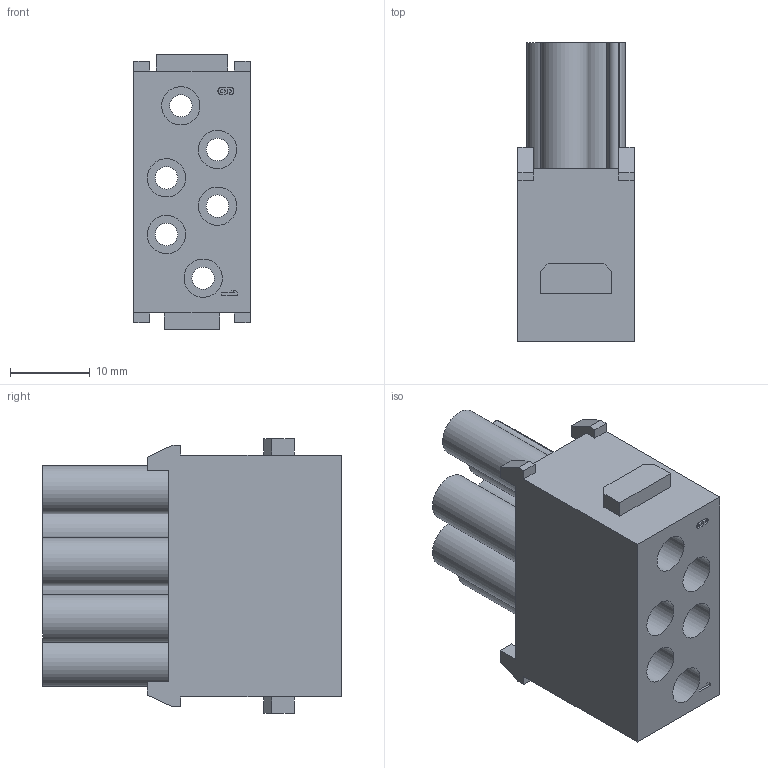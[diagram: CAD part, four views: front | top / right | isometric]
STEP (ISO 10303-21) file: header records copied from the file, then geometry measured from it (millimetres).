
FILE_DESCRIPTION(/* description */ (''),/* implementation_level */ '2;1');
FILE_NAME(/* name */ '100212847ugm000_b.stp',/* time_stamp */ '2017-09-29T09:02:29+02:00',/* author */ (''),/* organization */ (''),/* preprocessor_version */ 'ST-DEVELOPER v16',/* originating_system */ 'SIEMENS PLM Software NX 10.0',/* authorisation */ '');
FILE_SCHEMA (('AUTOMOTIVE_DESIGN { 1 0 10303 214 3 1 1 1 }'));
Length unit declared in the file: millimetre
Products named in the file (1): 100212847ugm000_b
Bounding box: 14.6 x 37.4 x 34.4 mm (x, y, z)
Volume: 8674.1 mm3; surface area: 8091.4 mm2
Topology: 1 solids, 1 shells, 209 faces, 525 edges, 357 vertices
Faces by surface type: plane 168, cylinder 32, bspline 9
Full cylindrical faces by diameter (mm): 0.315 x1, 0.442 x1, 2.8 x6, 4.8 x6, 6 x4
Entity records: 7248 total; most frequent: CARTESIAN_POINT 1450, ORIENTED_EDGE 1014, DIRECTION 932, EDGE_CURVE 507, LINE 414, VECTOR 414, VERTEX_POINT 350, EDGE_LOOP 271
